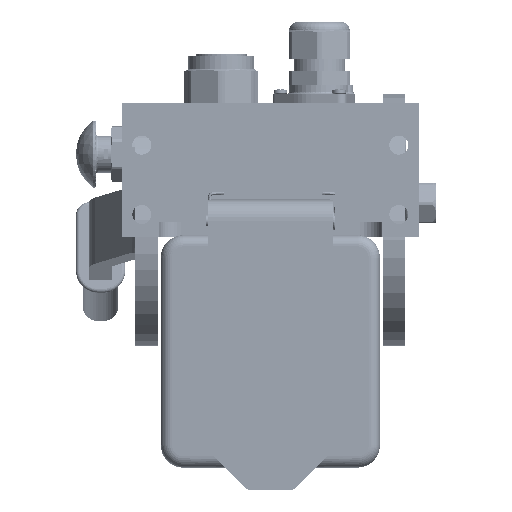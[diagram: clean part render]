
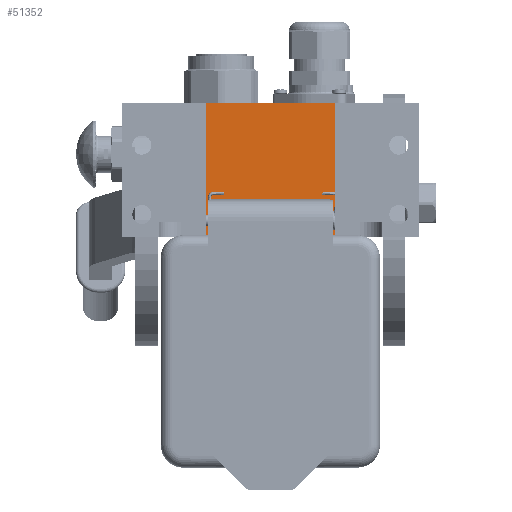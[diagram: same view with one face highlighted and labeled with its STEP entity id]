
A CAD part, left-side view. The second image highlights one B-rep face of the part: STEP entity #51352.
In plain terms, the highlighted face is planar.
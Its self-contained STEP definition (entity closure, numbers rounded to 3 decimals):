
#1478 = AXIS2_PLACEMENT_3D ( 'NONE', #49492, #15270, #128161 ) ;
#2136 = CARTESIAN_POINT ( 'NONE',  ( -29., 0., -107.5 ) ) ;
#4470 = EDGE_CURVE ( 'NONE', #118834, #66083, #25396, .T. ) ;
#10728 = VECTOR ( 'NONE', #18749, 1000. ) ;
#11032 = VERTEX_POINT ( 'NONE', #90766 ) ;
#15265 = EDGE_LOOP ( 'NONE', ( #140238, #47612, #105701, #116352 ) ) ;
#15270 = DIRECTION ( 'NONE',  ( 0., 0., -1. ) ) ;
#15339 = FACE_OUTER_BOUND ( 'NONE', #15265, .T. ) ;
#18749 = DIRECTION ( 'NONE',  ( 0., 1., 0. ) ) ;
#21328 = CARTESIAN_POINT ( 'NONE',  ( 29., 0., -107.5 ) ) ;
#21747 = VECTOR ( 'NONE', #44768, 1000. ) ;
#23609 = EDGE_CURVE ( 'NONE', #118834, #11032, #37355, .T. ) ;
#25396 = LINE ( 'NONE', #21328, #78847 ) ;
#34987 = DIRECTION ( 'NONE',  ( 0., 1., 0. ) ) ;
#37355 = LINE ( 'NONE', #133165, #10728 ) ;
#41872 = EDGE_CURVE ( 'NONE', #11032, #125956, #77015, .T. ) ;
#44768 = DIRECTION ( 'NONE',  ( -1., 0., 0. ) ) ;
#47612 = ORIENTED_EDGE ( 'NONE', *, *, #41872, .F. ) ;
#49492 = CARTESIAN_POINT ( 'NONE',  ( 29., 0., -107.5 ) ) ;
#51352 = ADVANCED_FACE ( 'NONE', ( #15339 ), #72946, .T. ) ;
#58576 = EDGE_CURVE ( 'NONE', #66083, #125956, #140097, .T. ) ;
#66083 = VERTEX_POINT ( 'NONE', #74183 ) ;
#72946 = PLANE ( 'NONE',  #1478 ) ;
#74183 = CARTESIAN_POINT ( 'NONE',  ( -29., 0., -107.5 ) ) ;
#77015 = LINE ( 'NONE', #80104, #21747 ) ;
#78847 = VECTOR ( 'NONE', #147172, 1000. ) ;
#80104 = CARTESIAN_POINT ( 'NONE',  ( 29., 60.2, -107.5 ) ) ;
#90766 = CARTESIAN_POINT ( 'NONE',  ( 29., 60.2, -107.5 ) ) ;
#105701 = ORIENTED_EDGE ( 'NONE', *, *, #23609, .F. ) ;
#106920 = CARTESIAN_POINT ( 'NONE',  ( 29., 0., -107.5 ) ) ;
#113409 = VECTOR ( 'NONE', #34987, 1000. ) ;
#116352 = ORIENTED_EDGE ( 'NONE', *, *, #4470, .T. ) ;
#118834 = VERTEX_POINT ( 'NONE', #106920 ) ;
#125956 = VERTEX_POINT ( 'NONE', #142427 ) ;
#128161 = DIRECTION ( 'NONE',  ( -1., 0., 0. ) ) ;
#133165 = CARTESIAN_POINT ( 'NONE',  ( 29., 0., -107.5 ) ) ;
#140097 = LINE ( 'NONE', #2136, #113409 ) ;
#140238 = ORIENTED_EDGE ( 'NONE', *, *, #58576, .T. ) ;
#142427 = CARTESIAN_POINT ( 'NONE',  ( -29., 60.2, -107.5 ) ) ;
#147172 = DIRECTION ( 'NONE',  ( -1., 0., 0. ) ) ;
